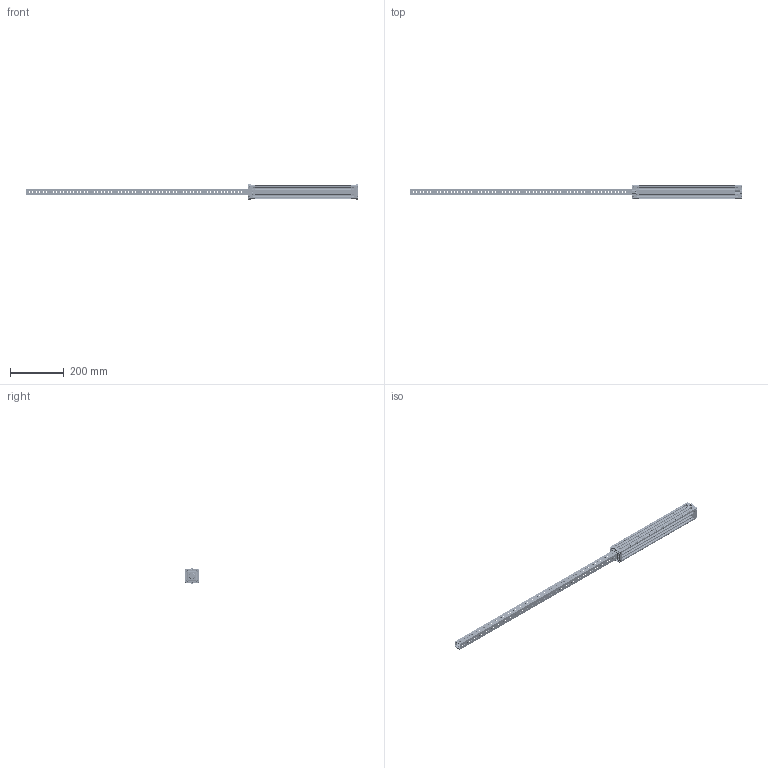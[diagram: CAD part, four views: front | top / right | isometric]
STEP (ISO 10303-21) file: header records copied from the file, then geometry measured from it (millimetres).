
FILE_DESCRIPTION (( 'STEP AP203' ), '1' );
FILE_NAME ('REV-21-2735.STEP', '2023-12-28T16:22:58', ( '' ), ( '' ), 'SwSTEP 2.0', 'SolidWorks 2022', '' );
FILE_SCHEMA (( 'CONFIG_CONTROL_DESIGN' ));
Length unit declared in the file: inch
Products named in the file (22): REV-21-2723; #10-32 HEAT-SET INSERT; Linear Actuator Lead Screw_12in High Detail; M3 BHCS SS_REV-49-3754; #10 Socket Head Cap Screws_1.000 Long; REV-21-2723-P01; REV-21-2724-P01; REV-21-2721-P01; #10 Button Head Cap Screws_0.250 Long; REV-21-2725; 8mm_x_5mm_Cylindrical_Magnet; REV-21-2721; 6904-2Z; REV-21-2724; REV-21-2735; Linear Actuator Body Extrusion_12in Stroke; Linear Actuator Lead Screw Assembly_12in Stroke; REV-21-2722; DOWEL_PIN_3mmDIA_16mmLONG; REV-21-2720; REV-21-2160_47.0"; SNAP-RING_20MM
Assembly tree (38 placements, depth 3):
  REV-21-2735
    REV-21-2720
    Linear Actuator Body Extrusion_12in Stroke
    REV-21-2721
      REV-21-2721-P01
      #10-32 HEAT-SET INSERT  x2
    6904-2Z  x2
    Linear Actuator Lead Screw Assembly_12in Stroke
      REV-21-2722
      Linear Actuator Lead Screw_12in High Detail
      DOWEL_PIN_3mmDIA_16mmLONG
    SNAP-RING_20MM
    REV-21-2724
      REV-21-2724-P01
      M3 BHCS SS_REV-49-3754  x3
    REV-21-2725
    REV-21-2723
      REV-21-2723-P01
      8mm_x_5mm_Cylindrical_Magnet  x4
    REV-21-2160_47.0"
    #10 Button Head Cap Screws_0.250 Long  x4
    #10 Socket Head Cap Screws_1.000 Long  x8
Bounding box: 1231.9 x 50.8 x 60.33 mm (x, y, z)
Volume: 496704.5 mm3; surface area: 623592 mm2
Topology: 64 solids, 64 shells, 4230 faces, 11341 edges, 7261 vertices
Faces by surface type: cylinder 2094, plane 807, cone 700, bspline 326, torus 241, sphere 62
Entity records: 286754 total; most frequent: CARTESIAN_POINT 195013, ORIENTED_EDGE 19466, DIRECTION 18091, EDGE_CURVE 9733, AXIS2_PLACEMENT_3D 7158, VERTEX_POINT 6277, EDGE_LOOP 4452, CIRCLE 3816
